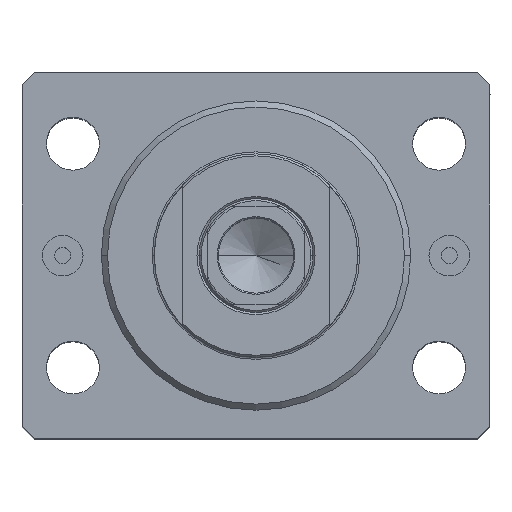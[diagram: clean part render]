
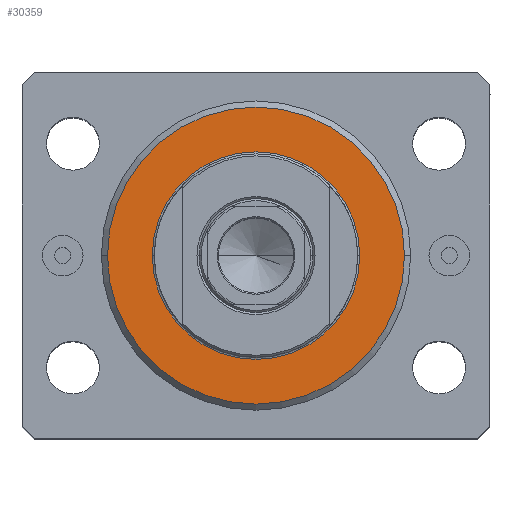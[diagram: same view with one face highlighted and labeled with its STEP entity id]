
A CAD part, top view. The second image highlights one B-rep face of the part: STEP entity #30359.
In plain terms, the highlighted face is planar.
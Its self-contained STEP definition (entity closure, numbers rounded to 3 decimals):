
#171 = DIRECTION ( 'NONE',  ( 1., 0., 0. ) ) ;
#955 = AXIS2_PLACEMENT_3D ( 'NONE', #36823, #6025, #2653 ) ;
#1682 = EDGE_CURVE ( 'NONE', #8456, #17916, #26867, .T. ) ;
#2653 = DIRECTION ( 'NONE',  ( 1., 0., 0. ) ) ;
#2990 = ORIENTED_EDGE ( 'NONE', *, *, #1682, .T. ) ;
#3778 = CARTESIAN_POINT ( 'NONE',  ( 0., 0., 0. ) ) ;
#4421 = VERTEX_POINT ( 'NONE', #8464 ) ;
#4994 = CARTESIAN_POINT ( 'NONE',  ( -36.5, 0., 0. ) ) ;
#5497 = EDGE_CURVE ( 'NONE', #7029, #4421, #17446, .T. ) ;
#5553 = ORIENTED_EDGE ( 'NONE', *, *, #18303, .T. ) ;
#6025 = DIRECTION ( 'NONE',  ( 0., 0., -1. ) ) ;
#7029 = VERTEX_POINT ( 'NONE', #4994 ) ;
#8456 = VERTEX_POINT ( 'NONE', #35935 ) ;
#8464 = CARTESIAN_POINT ( 'NONE',  ( 36.5, 0., 0. ) ) ;
#8844 = EDGE_LOOP ( 'NONE', ( #5553, #23771 ) ) ;
#11236 = EDGE_CURVE ( 'NONE', #17916, #8456, #27651, .T. ) ;
#11588 = CARTESIAN_POINT ( 'NONE',  ( 0., 0., 0. ) ) ;
#14564 = DIRECTION ( 'NONE',  ( 1., 0., 0. ) ) ;
#17446 = CIRCLE ( 'NONE', #955, 36.5 ) ;
#17916 = VERTEX_POINT ( 'NONE', #35414 ) ;
#18303 = EDGE_CURVE ( 'NONE', #4421, #7029, #35585, .T. ) ;
#20860 = FACE_OUTER_BOUND ( 'NONE', #8844, .T. ) ;
#21155 = AXIS2_PLACEMENT_3D ( 'NONE', #35829, #32009, #42363 ) ;
#21942 = AXIS2_PLACEMENT_3D ( 'NONE', #30751, #26950, #171 ) ;
#23771 = ORIENTED_EDGE ( 'NONE', *, *, #5497, .T. ) ;
#26867 = CIRCLE ( 'NONE', #21155, 25.5 ) ;
#26950 = DIRECTION ( 'NONE',  ( 0., 0., -1. ) ) ;
#27651 = CIRCLE ( 'NONE', #31203, 25.5 ) ;
#30359 = ADVANCED_FACE ( 'NONE', ( #37949, #20860 ), #34563, .F. ) ;
#30751 = CARTESIAN_POINT ( 'NONE',  ( 0., 0., 0. ) ) ;
#31189 = DIRECTION ( 'NONE',  ( 0., 0., 1. ) ) ;
#31203 = AXIS2_PLACEMENT_3D ( 'NONE', #11588, #32041, #42610 ) ;
#31549 = EDGE_LOOP ( 'NONE', ( #41248, #2990 ) ) ;
#32009 = DIRECTION ( 'NONE',  ( 0., 0., 1. ) ) ;
#32041 = DIRECTION ( 'NONE',  ( 0., 0., 1. ) ) ;
#34563 = PLANE ( 'NONE',  #43786 ) ;
#35414 = CARTESIAN_POINT ( 'NONE',  ( 25.5, 0., 0. ) ) ;
#35585 = CIRCLE ( 'NONE', #21942, 36.5 ) ;
#35829 = CARTESIAN_POINT ( 'NONE',  ( 0., 0., 0. ) ) ;
#35935 = CARTESIAN_POINT ( 'NONE',  ( -25.5, 0., 0. ) ) ;
#36823 = CARTESIAN_POINT ( 'NONE',  ( 0., 0., 0. ) ) ;
#37949 = FACE_BOUND ( 'NONE', #31549, .T. ) ;
#41248 = ORIENTED_EDGE ( 'NONE', *, *, #11236, .T. ) ;
#42363 = DIRECTION ( 'NONE',  ( 1., 0., 0. ) ) ;
#42610 = DIRECTION ( 'NONE',  ( 1., 0., 0. ) ) ;
#43786 = AXIS2_PLACEMENT_3D ( 'NONE', #3778, #31189, #14564 ) ;
